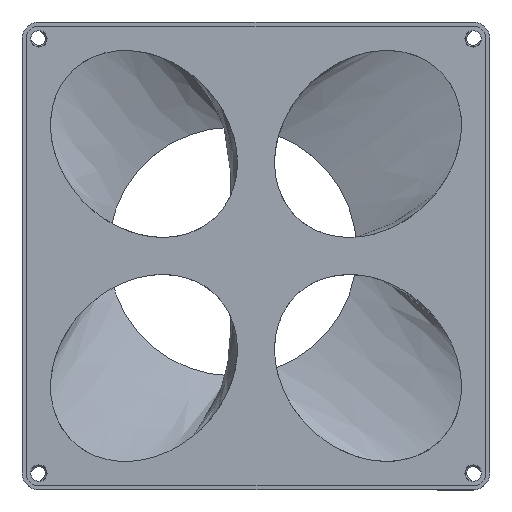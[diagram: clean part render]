
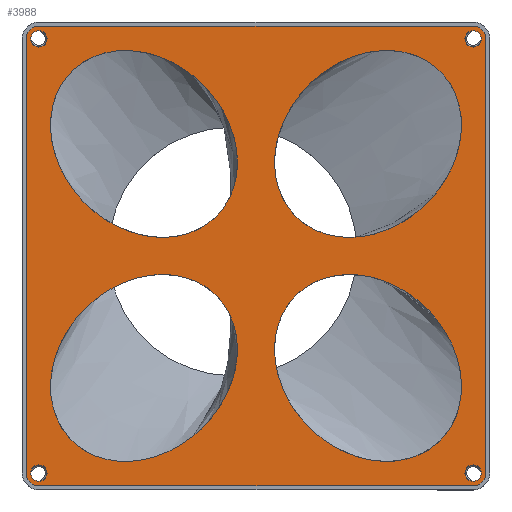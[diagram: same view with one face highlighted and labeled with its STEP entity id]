
A CAD part, top view. The second image highlights one B-rep face of the part: STEP entity #3988.
In plain terms, the highlighted planar face has unit normal (0, 0, 1).
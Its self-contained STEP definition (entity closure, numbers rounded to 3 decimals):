
#39=FACE_BOUND('',#625,.T.);
#40=FACE_BOUND('',#626,.T.);
#41=FACE_BOUND('',#627,.T.);
#42=FACE_BOUND('',#628,.T.);
#43=FACE_BOUND('',#629,.T.);
#44=FACE_BOUND('',#630,.T.);
#45=FACE_BOUND('',#631,.T.);
#46=FACE_BOUND('',#632,.T.);
#160=ELLIPSE('',#4382,31.5,25.75);
#161=ELLIPSE('',#4383,31.5,25.75);
#162=ELLIPSE('',#4384,31.5,25.75);
#163=ELLIPSE('',#4385,31.5,25.75);
#242=PLANE('',#4377);
#393=FACE_OUTER_BOUND('',#624,.T.);
#624=EDGE_LOOP('',(#3206,#3207,#3208,#3209,#3210,#3211,#3212,#3213));
#625=EDGE_LOOP('',(#3214));
#626=EDGE_LOOP('',(#3215));
#627=EDGE_LOOP('',(#3216));
#628=EDGE_LOOP('',(#3217));
#629=EDGE_LOOP('',(#3218));
#630=EDGE_LOOP('',(#3219));
#631=EDGE_LOOP('',(#3220));
#632=EDGE_LOOP('',(#3221));
#878=CIRCLE('',#4378,3.95);
#879=CIRCLE('',#4379,3.95);
#880=CIRCLE('',#4380,3.95);
#881=CIRCLE('',#4381,3.95);
#882=CIRCLE('',#4386,2.5);
#883=CIRCLE('',#4387,2.5);
#884=CIRCLE('',#4388,2.5);
#885=CIRCLE('',#4389,2.5);
#1161=LINE('',#6558,#1529);
#1162=LINE('',#6562,#1530);
#1163=LINE('',#6566,#1531);
#1164=LINE('',#6570,#1532);
#1529=VECTOR('',#5305,10.);
#1530=VECTOR('',#5308,10.);
#1531=VECTOR('',#5311,10.);
#1532=VECTOR('',#5314,10.);
#1933=VERTEX_POINT('',#6556);
#1934=VERTEX_POINT('',#6557);
#1935=VERTEX_POINT('',#6559);
#1936=VERTEX_POINT('',#6561);
#1937=VERTEX_POINT('',#6563);
#1938=VERTEX_POINT('',#6565);
#1939=VERTEX_POINT('',#6567);
#1940=VERTEX_POINT('',#6569);
#1941=VERTEX_POINT('',#6572);
#1942=VERTEX_POINT('',#6574);
#1943=VERTEX_POINT('',#6576);
#1944=VERTEX_POINT('',#6578);
#1945=VERTEX_POINT('',#6580);
#1946=VERTEX_POINT('',#6582);
#1947=VERTEX_POINT('',#6584);
#1948=VERTEX_POINT('',#6586);
#2429=EDGE_CURVE('',#1933,#1934,#1161,.T.);
#2430=EDGE_CURVE('',#1935,#1933,#878,.T.);
#2431=EDGE_CURVE('',#1936,#1935,#1162,.T.);
#2432=EDGE_CURVE('',#1937,#1936,#879,.T.);
#2433=EDGE_CURVE('',#1938,#1937,#1163,.T.);
#2434=EDGE_CURVE('',#1939,#1938,#880,.T.);
#2435=EDGE_CURVE('',#1940,#1939,#1164,.T.);
#2436=EDGE_CURVE('',#1934,#1940,#881,.T.);
#2437=EDGE_CURVE('',#1941,#1941,#160,.T.);
#2438=EDGE_CURVE('',#1942,#1942,#161,.T.);
#2439=EDGE_CURVE('',#1943,#1943,#162,.T.);
#2440=EDGE_CURVE('',#1944,#1944,#163,.T.);
#2441=EDGE_CURVE('',#1945,#1945,#882,.T.);
#2442=EDGE_CURVE('',#1946,#1946,#883,.T.);
#2443=EDGE_CURVE('',#1947,#1947,#884,.T.);
#2444=EDGE_CURVE('',#1948,#1948,#885,.T.);
#3206=ORIENTED_EDGE('',*,*,#2429,.F.);
#3207=ORIENTED_EDGE('',*,*,#2430,.F.);
#3208=ORIENTED_EDGE('',*,*,#2431,.F.);
#3209=ORIENTED_EDGE('',*,*,#2432,.F.);
#3210=ORIENTED_EDGE('',*,*,#2433,.F.);
#3211=ORIENTED_EDGE('',*,*,#2434,.F.);
#3212=ORIENTED_EDGE('',*,*,#2435,.F.);
#3213=ORIENTED_EDGE('',*,*,#2436,.F.);
#3214=ORIENTED_EDGE('',*,*,#2437,.T.);
#3215=ORIENTED_EDGE('',*,*,#2438,.T.);
#3216=ORIENTED_EDGE('',*,*,#2439,.T.);
#3217=ORIENTED_EDGE('',*,*,#2440,.T.);
#3218=ORIENTED_EDGE('',*,*,#2441,.T.);
#3219=ORIENTED_EDGE('',*,*,#2442,.T.);
#3220=ORIENTED_EDGE('',*,*,#2443,.T.);
#3221=ORIENTED_EDGE('',*,*,#2444,.T.);
#3988=ADVANCED_FACE('',(#393,#39,#40,#41,#42,#43,#44,#45,#46),#242,.T.);
#4377=AXIS2_PLACEMENT_3D('',#6555,#5303,#5304);
#4378=AXIS2_PLACEMENT_3D('',#6560,#5306,#5307);
#4379=AXIS2_PLACEMENT_3D('',#6564,#5309,#5310);
#4380=AXIS2_PLACEMENT_3D('',#6568,#5312,#5313);
#4381=AXIS2_PLACEMENT_3D('',#6571,#5315,#5316);
#4382=AXIS2_PLACEMENT_3D('',#6573,#5317,#5318);
#4383=AXIS2_PLACEMENT_3D('',#6575,#5319,#5320);
#4384=AXIS2_PLACEMENT_3D('',#6577,#5321,#5322);
#4385=AXIS2_PLACEMENT_3D('',#6579,#5323,#5324);
#4386=AXIS2_PLACEMENT_3D('',#6581,#5325,#5326);
#4387=AXIS2_PLACEMENT_3D('',#6583,#5327,#5328);
#4388=AXIS2_PLACEMENT_3D('',#6585,#5329,#5330);
#4389=AXIS2_PLACEMENT_3D('',#6587,#5331,#5332);
#5303=DIRECTION('center_axis',(0.,0.,1.));
#5304=DIRECTION('ref_axis',(1.,0.,0.));
#5305=DIRECTION('',(0.,-1.,0.));
#5306=DIRECTION('center_axis',(0.,0.,-1.));
#5307=DIRECTION('ref_axis',(1.,0.,0.));
#5308=DIRECTION('',(1.,0.,0.));
#5309=DIRECTION('center_axis',(0.,0.,-1.));
#5310=DIRECTION('ref_axis',(0.,1.,0.));
#5311=DIRECTION('',(0.,1.,0.));
#5312=DIRECTION('center_axis',(0.,0.,-1.));
#5313=DIRECTION('ref_axis',(-1.,0.,0.));
#5314=DIRECTION('',(-1.,0.,0.));
#5315=DIRECTION('center_axis',(0.,0.,-1.));
#5316=DIRECTION('ref_axis',(0.,-1.,0.));
#5317=DIRECTION('center_axis',(0.,0.,-1.));
#5318=DIRECTION('ref_axis',(-0.707,0.707,0.));
#5319=DIRECTION('center_axis',(0.,0.,-1.));
#5320=DIRECTION('ref_axis',(0.707,-0.707,0.));
#5321=DIRECTION('center_axis',(0.,0.,-1.));
#5322=DIRECTION('ref_axis',(0.707,0.707,0.));
#5323=DIRECTION('center_axis',(0.,0.,-1.));
#5324=DIRECTION('ref_axis',(-0.707,-0.707,0.));
#5325=DIRECTION('center_axis',(0.,0.,-1.));
#5326=DIRECTION('ref_axis',(0.,-1.,0.));
#5327=DIRECTION('center_axis',(0.,0.,-1.));
#5328=DIRECTION('ref_axis',(-1.,0.,0.));
#5329=DIRECTION('center_axis',(0.,0.,-1.));
#5330=DIRECTION('ref_axis',(0.,1.,0.));
#5331=DIRECTION('center_axis',(0.,0.,-1.));
#5332=DIRECTION('ref_axis',(1.,0.,0.));
#6555=CARTESIAN_POINT('Origin',(0.,0.,55.));
#6556=CARTESIAN_POINT('',(70.75,66.8,55.));
#6557=CARTESIAN_POINT('',(70.75,-66.8,55.));
#6558=CARTESIAN_POINT('',(70.75,33.4,55.));
#6559=CARTESIAN_POINT('',(66.8,70.75,55.));
#6560=CARTESIAN_POINT('Origin',(66.8,66.8,55.));
#6561=CARTESIAN_POINT('',(-66.8,70.75,55.));
#6562=CARTESIAN_POINT('',(-33.4,70.75,55.));
#6563=CARTESIAN_POINT('',(-70.75,66.8,55.));
#6564=CARTESIAN_POINT('Origin',(-66.8,66.8,55.));
#6565=CARTESIAN_POINT('',(-70.75,-66.8,55.));
#6566=CARTESIAN_POINT('',(-70.75,-33.4,55.));
#6567=CARTESIAN_POINT('',(-66.8,-70.75,55.));
#6568=CARTESIAN_POINT('Origin',(-66.8,-66.8,55.));
#6569=CARTESIAN_POINT('',(66.8,-70.75,55.));
#6570=CARTESIAN_POINT('',(33.4,-70.75,55.));
#6571=CARTESIAN_POINT('Origin',(66.8,-66.8,55.));
#6572=CARTESIAN_POINT('',(-12.198,12.198,55.));
#6573=CARTESIAN_POINT('Origin',(-34.471,34.471,55.));
#6574=CARTESIAN_POINT('',(12.198,-12.198,55.));
#6575=CARTESIAN_POINT('Origin',(34.471,-34.471,55.));
#6576=CARTESIAN_POINT('',(12.198,12.198,55.));
#6577=CARTESIAN_POINT('Origin',(34.471,34.471,55.));
#6578=CARTESIAN_POINT('',(-12.198,-12.198,55.));
#6579=CARTESIAN_POINT('Origin',(-34.471,-34.471,55.));
#6580=CARTESIAN_POINT('',(-66.8,69.3,55.));
#6581=CARTESIAN_POINT('Origin',(-66.8,66.8,55.));
#6582=CARTESIAN_POINT('',(69.3,66.8,55.));
#6583=CARTESIAN_POINT('Origin',(66.8,66.8,55.));
#6584=CARTESIAN_POINT('',(66.8,-69.3,55.));
#6585=CARTESIAN_POINT('Origin',(66.8,-66.8,55.));
#6586=CARTESIAN_POINT('',(-69.3,-66.8,55.));
#6587=CARTESIAN_POINT('Origin',(-66.8,-66.8,55.));
